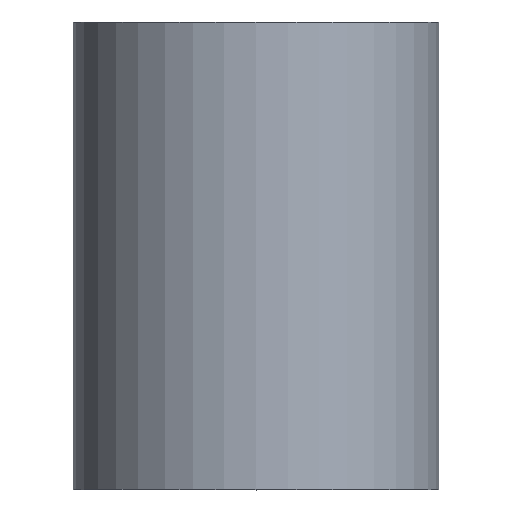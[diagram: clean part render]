
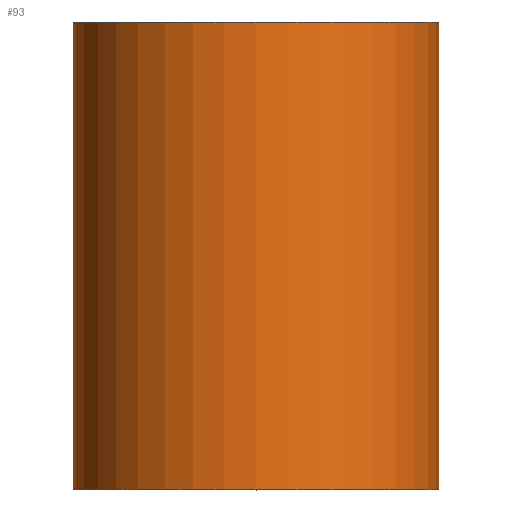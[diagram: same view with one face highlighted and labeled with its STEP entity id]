
A CAD part, top view. The second image highlights one B-rep face of the part: STEP entity #93.
In plain terms, the highlighted cylindrical face has radius 10.1 mm (diameter 20.2 mm), a full revolution.
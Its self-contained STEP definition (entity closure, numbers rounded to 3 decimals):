
#22=CYLINDRICAL_SURFACE('',#117,10.1);
#30=ORIENTED_EDGE('',*,*,#42,.T.);
#31=ORIENTED_EDGE('',*,*,#41,.F.);
#41=EDGE_CURVE('',#48,#48,#55,.T.);
#42=EDGE_CURVE('',#49,#49,#56,.T.);
#48=VERTEX_POINT('',#165);
#49=VERTEX_POINT('',#168);
#55=CIRCLE('',#116,10.1);
#56=CIRCLE('',#118,10.1);
#65=EDGE_LOOP('',(#30));
#66=EDGE_LOOP('',(#31));
#79=FACE_BOUND('',#65,.T.);
#80=FACE_BOUND('',#66,.T.);
#93=ADVANCED_FACE('',(#79,#80),#22,.T.);
#116=AXIS2_PLACEMENT_3D('',#164,#138,#139);
#117=AXIS2_PLACEMENT_3D('',#166,#140,#141);
#118=AXIS2_PLACEMENT_3D('',#167,#142,#143);
#138=DIRECTION('',(0.,-1.,0.));
#139=DIRECTION('',(0.,0.,-1.));
#140=DIRECTION('',(0.,-1.,0.));
#141=DIRECTION('',(0.,0.,-1.));
#142=DIRECTION('',(0.,-1.,0.));
#143=DIRECTION('',(0.,0.,-1.));
#164=CARTESIAN_POINT('',(0.,-2.,0.));
#165=CARTESIAN_POINT('',(0.,-2.,-10.1));
#166=CARTESIAN_POINT('',(0.,-2.,0.));
#167=CARTESIAN_POINT('',(0.,23.8,0.));
#168=CARTESIAN_POINT('',(0.,23.8,-10.1));
